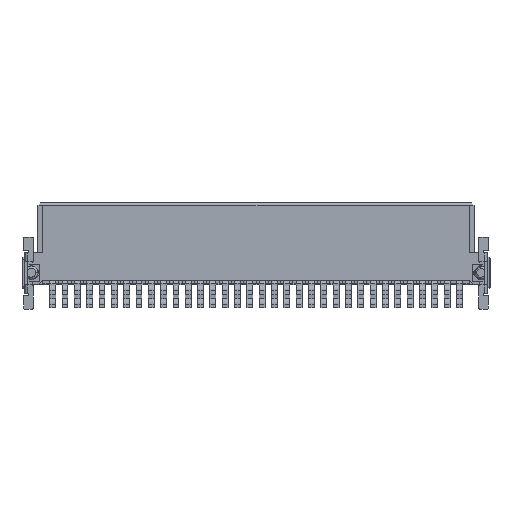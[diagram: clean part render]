
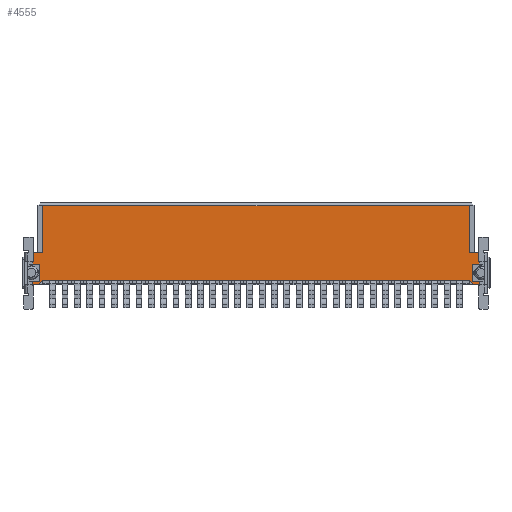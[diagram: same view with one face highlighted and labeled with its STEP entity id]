
A CAD part, front view. The second image highlights one B-rep face of the part: STEP entity #4555.
In plain terms, the highlighted planar face has unit normal (0, -1, 0).
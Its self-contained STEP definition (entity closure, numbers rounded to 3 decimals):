
#4432=AXIS2_PLACEMENT_3D('Plane Axis2P3D',#4429,#4430,#4431) ;
#860=CARTESIAN_POINT('Vertex',(1.115,1.373,5.8)) ;
#863=CARTESIAN_POINT('Line Origine',(1.63,1.373,5.8)) ;
#867=CARTESIAN_POINT('Vertex',(2.145,1.373,5.8)) ;
#999=CARTESIAN_POINT('Vertex',(46.075,1.373,5.8)) ;
#1002=CARTESIAN_POINT('Line Origine',(46.59,1.373,5.8)) ;
#1006=CARTESIAN_POINT('Vertex',(47.105,1.373,5.8)) ;
#3464=CARTESIAN_POINT('Vertex',(1.115,1.373,2.85)) ;
#3469=CARTESIAN_POINT('Line Origine',(1.48,1.373,2.85)) ;
#3473=CARTESIAN_POINT('Vertex',(1.845,1.373,2.85)) ;
#3756=CARTESIAN_POINT('Vertex',(1.115,1.373,4.65)) ;
#3768=CARTESIAN_POINT('Vertex',(1.845,1.373,4.65)) ;
#3771=CARTESIAN_POINT('Line Origine',(1.48,1.373,4.65)) ;
#4416=CARTESIAN_POINT('Line Origine',(1.115,1.373,5.225)) ;
#4429=CARTESIAN_POINT('Axis2P3D Location',(36.375,1.373,10.85)) ;
#4434=CARTESIAN_POINT('Line Origine',(24.11,1.373,3.)) ;
#4438=CARTESIAN_POINT('Vertex',(46.075,1.373,3.)) ;
#4440=CARTESIAN_POINT('Vertex',(2.145,1.373,3.)) ;
#4443=CARTESIAN_POINT('Line Origine',(46.325,1.373,2.75)) ;
#4447=CARTESIAN_POINT('Vertex',(46.575,1.373,2.5)) ;
#4450=CARTESIAN_POINT('Line Origine',(46.84,1.373,2.5)) ;
#4454=CARTESIAN_POINT('Vertex',(47.105,1.373,2.5)) ;
#4457=CARTESIAN_POINT('Line Origine',(47.105,1.373,2.675)) ;
#4461=CARTESIAN_POINT('Vertex',(47.105,1.373,2.85)) ;
#4464=CARTESIAN_POINT('Line Origine',(46.74,1.373,2.85)) ;
#4468=CARTESIAN_POINT('Vertex',(46.375,1.373,2.85)) ;
#4471=CARTESIAN_POINT('Line Origine',(46.375,1.373,3.75)) ;
#4475=CARTESIAN_POINT('Vertex',(46.375,1.373,4.65)) ;
#4478=CARTESIAN_POINT('Line Origine',(46.74,1.373,4.65)) ;
#4482=CARTESIAN_POINT('Vertex',(47.105,1.373,4.65)) ;
#4485=CARTESIAN_POINT('Line Origine',(47.105,1.373,5.225)) ;
#4490=CARTESIAN_POINT('Line Origine',(46.075,1.373,8.225)) ;
#4494=CARTESIAN_POINT('Vertex',(46.075,1.373,10.65)) ;
#4497=CARTESIAN_POINT('Line Origine',(24.11,1.373,10.65)) ;
#4501=CARTESIAN_POINT('Vertex',(2.145,1.373,10.65)) ;
#4504=CARTESIAN_POINT('Line Origine',(2.145,1.373,8.225)) ;
#4509=CARTESIAN_POINT('Line Origine',(1.845,1.373,3.75)) ;
#4514=CARTESIAN_POINT('Line Origine',(1.115,1.373,2.675)) ;
#4518=CARTESIAN_POINT('Vertex',(1.115,1.373,2.5)) ;
#4521=CARTESIAN_POINT('Line Origine',(1.38,1.373,2.5)) ;
#4525=CARTESIAN_POINT('Vertex',(1.645,1.373,2.5)) ;
#4528=CARTESIAN_POINT('Line Origine',(1.895,1.373,2.75)) ;
#864=DIRECTION('Vector Direction',(-1.,0.,0.)) ;
#1003=DIRECTION('Vector Direction',(-1.,0.,0.)) ;
#3470=DIRECTION('Vector Direction',(-1.,0.,0.)) ;
#3772=DIRECTION('Vector Direction',(1.,0.,0.)) ;
#4417=DIRECTION('Vector Direction',(0.,0.,-1.)) ;
#4430=DIRECTION('Axis2P3D Direction',(0.,-1.,0.)) ;
#4431=DIRECTION('Axis2P3D XDirection',(0.,0.,-1.)) ;
#4435=DIRECTION('Vector Direction',(-1.,0.,0.)) ;
#4444=DIRECTION('Vector Direction',(0.707,0.,-0.707)) ;
#4451=DIRECTION('Vector Direction',(1.,0.,0.)) ;
#4458=DIRECTION('Vector Direction',(0.,0.,1.)) ;
#4465=DIRECTION('Vector Direction',(-1.,0.,0.)) ;
#4472=DIRECTION('Vector Direction',(0.,0.,1.)) ;
#4479=DIRECTION('Vector Direction',(1.,0.,0.)) ;
#4486=DIRECTION('Vector Direction',(0.,0.,1.)) ;
#4491=DIRECTION('Vector Direction',(0.,0.,1.)) ;
#4498=DIRECTION('Vector Direction',(-1.,0.,0.)) ;
#4505=DIRECTION('Vector Direction',(0.,0.,-1.)) ;
#4510=DIRECTION('Vector Direction',(0.,0.,-1.)) ;
#4515=DIRECTION('Vector Direction',(0.,0.,-1.)) ;
#4522=DIRECTION('Vector Direction',(1.,0.,0.)) ;
#4529=DIRECTION('Vector Direction',(0.707,0.,0.707)) ;
#865=VECTOR('Line Direction',#864,1.) ;
#1004=VECTOR('Line Direction',#1003,1.) ;
#3471=VECTOR('Line Direction',#3470,1.) ;
#3773=VECTOR('Line Direction',#3772,1.) ;
#4418=VECTOR('Line Direction',#4417,1.) ;
#4436=VECTOR('Line Direction',#4435,1.) ;
#4445=VECTOR('Line Direction',#4444,1.) ;
#4452=VECTOR('Line Direction',#4451,1.) ;
#4459=VECTOR('Line Direction',#4458,1.) ;
#4466=VECTOR('Line Direction',#4465,1.) ;
#4473=VECTOR('Line Direction',#4472,1.) ;
#4480=VECTOR('Line Direction',#4479,1.) ;
#4487=VECTOR('Line Direction',#4486,1.) ;
#4492=VECTOR('Line Direction',#4491,1.) ;
#4499=VECTOR('Line Direction',#4498,1.) ;
#4506=VECTOR('Line Direction',#4505,1.) ;
#4511=VECTOR('Line Direction',#4510,1.) ;
#4516=VECTOR('Line Direction',#4515,1.) ;
#4523=VECTOR('Line Direction',#4522,1.) ;
#4530=VECTOR('Line Direction',#4529,1.) ;
#4534=ORIENTED_EDGE('',*,*,#4442,.F.) ;
#4535=ORIENTED_EDGE('',*,*,#4449,.T.) ;
#4536=ORIENTED_EDGE('',*,*,#4456,.T.) ;
#4537=ORIENTED_EDGE('',*,*,#4463,.T.) ;
#4538=ORIENTED_EDGE('',*,*,#4470,.T.) ;
#4539=ORIENTED_EDGE('',*,*,#4477,.T.) ;
#4540=ORIENTED_EDGE('',*,*,#4484,.T.) ;
#4541=ORIENTED_EDGE('',*,*,#4489,.T.) ;
#4542=ORIENTED_EDGE('',*,*,#1008,.T.) ;
#4543=ORIENTED_EDGE('',*,*,#4496,.T.) ;
#4544=ORIENTED_EDGE('',*,*,#4503,.T.) ;
#4545=ORIENTED_EDGE('',*,*,#4508,.T.) ;
#4546=ORIENTED_EDGE('',*,*,#869,.T.) ;
#4547=ORIENTED_EDGE('',*,*,#4420,.T.) ;
#4548=ORIENTED_EDGE('',*,*,#3775,.T.) ;
#4549=ORIENTED_EDGE('',*,*,#4513,.T.) ;
#4550=ORIENTED_EDGE('',*,*,#3475,.T.) ;
#4551=ORIENTED_EDGE('',*,*,#4520,.T.) ;
#4552=ORIENTED_EDGE('',*,*,#4527,.T.) ;
#4553=ORIENTED_EDGE('',*,*,#4532,.T.) ;
#4555=ADVANCED_FACE('Hauptk\X2\00F6\X0\rper',(#4554),#4433,.T.) ;
#869=EDGE_CURVE('',#868,#861,#866,.T.) ;
#1008=EDGE_CURVE('',#1007,#1000,#1005,.T.) ;
#3475=EDGE_CURVE('',#3474,#3465,#3472,.T.) ;
#3775=EDGE_CURVE('',#3757,#3769,#3774,.T.) ;
#4420=EDGE_CURVE('',#861,#3757,#4419,.T.) ;
#4442=EDGE_CURVE('',#4439,#4441,#4437,.T.) ;
#4449=EDGE_CURVE('',#4439,#4448,#4446,.T.) ;
#4456=EDGE_CURVE('',#4448,#4455,#4453,.T.) ;
#4463=EDGE_CURVE('',#4455,#4462,#4460,.T.) ;
#4470=EDGE_CURVE('',#4462,#4469,#4467,.T.) ;
#4477=EDGE_CURVE('',#4469,#4476,#4474,.T.) ;
#4484=EDGE_CURVE('',#4476,#4483,#4481,.T.) ;
#4489=EDGE_CURVE('',#4483,#1007,#4488,.T.) ;
#4496=EDGE_CURVE('',#1000,#4495,#4493,.T.) ;
#4503=EDGE_CURVE('',#4495,#4502,#4500,.T.) ;
#4508=EDGE_CURVE('',#4502,#868,#4507,.T.) ;
#4513=EDGE_CURVE('',#3769,#3474,#4512,.T.) ;
#4520=EDGE_CURVE('',#3465,#4519,#4517,.T.) ;
#4527=EDGE_CURVE('',#4519,#4526,#4524,.T.) ;
#4532=EDGE_CURVE('',#4526,#4441,#4531,.T.) ;
#4533=EDGE_LOOP('',(#4534,#4535,#4536,#4537,#4538,#4539,#4540,#4541,#4542,#4543,#4544,#4545,#4546,#4547,#4548,#4549,#4550,#4551,#4552,#4553)) ;
#4554=FACE_OUTER_BOUND('',#4533,.T.) ;
#866=LINE('Line',#863,#865) ;
#1005=LINE('Line',#1002,#1004) ;
#3472=LINE('Line',#3469,#3471) ;
#3774=LINE('Line',#3771,#3773) ;
#4419=LINE('Line',#4416,#4418) ;
#4437=LINE('Line',#4434,#4436) ;
#4446=LINE('Line',#4443,#4445) ;
#4453=LINE('Line',#4450,#4452) ;
#4460=LINE('Line',#4457,#4459) ;
#4467=LINE('Line',#4464,#4466) ;
#4474=LINE('Line',#4471,#4473) ;
#4481=LINE('Line',#4478,#4480) ;
#4488=LINE('Line',#4485,#4487) ;
#4493=LINE('Line',#4490,#4492) ;
#4500=LINE('Line',#4497,#4499) ;
#4507=LINE('Line',#4504,#4506) ;
#4512=LINE('Line',#4509,#4511) ;
#4517=LINE('Line',#4514,#4516) ;
#4524=LINE('Line',#4521,#4523) ;
#4531=LINE('Line',#4528,#4530) ;
#4433=PLANE('',#4432) ;
#861=VERTEX_POINT('',#860) ;
#868=VERTEX_POINT('',#867) ;
#1000=VERTEX_POINT('',#999) ;
#1007=VERTEX_POINT('',#1006) ;
#3465=VERTEX_POINT('',#3464) ;
#3474=VERTEX_POINT('',#3473) ;
#3757=VERTEX_POINT('',#3756) ;
#3769=VERTEX_POINT('',#3768) ;
#4439=VERTEX_POINT('',#4438) ;
#4441=VERTEX_POINT('',#4440) ;
#4448=VERTEX_POINT('',#4447) ;
#4455=VERTEX_POINT('',#4454) ;
#4462=VERTEX_POINT('',#4461) ;
#4469=VERTEX_POINT('',#4468) ;
#4476=VERTEX_POINT('',#4475) ;
#4483=VERTEX_POINT('',#4482) ;
#4495=VERTEX_POINT('',#4494) ;
#4502=VERTEX_POINT('',#4501) ;
#4519=VERTEX_POINT('',#4518) ;
#4526=VERTEX_POINT('',#4525) ;
